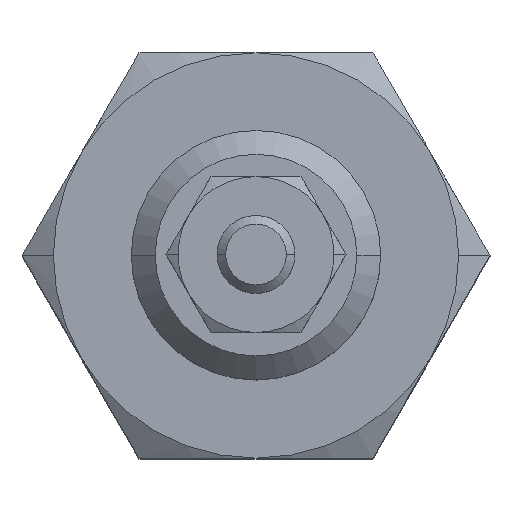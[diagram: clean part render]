
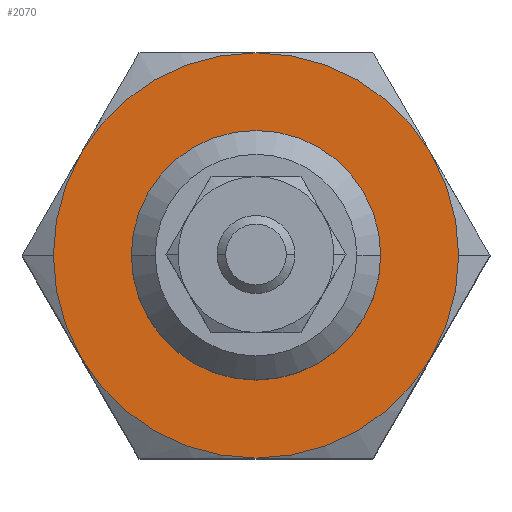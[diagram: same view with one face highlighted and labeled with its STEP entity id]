
A CAD part, top view. The second image highlights one B-rep face of the part: STEP entity #2070.
In plain terms, the highlighted planar face has unit normal (0, 0, 1).
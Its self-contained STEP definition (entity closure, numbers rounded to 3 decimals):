
#882=EDGE_CURVE('',#1672,#1812,#2317,.T.);
#940=VERTEX_POINT('',#2383);
#1200=EDGE_CURVE('',#1566,#1688,#2674,.T.);
#1226=EDGE_CURVE('',#1340,#940,#2701,.T.);
#1252=EDGE_CURVE('',#1624,#2022,#2734,.T.);
#1340=VERTEX_POINT('',#2831);
#1364=EDGE_CURVE('',#2022,#1624,#2856,.T.);
#1520=EDGE_CURVE('',#1748,#1566,#3034,.T.);
#1566=VERTEX_POINT('',#3086);
#1570=EDGE_CURVE('',#2050,#1340,#3090,.T.);
#1624=VERTEX_POINT('',#3150);
#1626=EDGE_CURVE('',#940,#1672,#3152,.T.);
#1668=EDGE_CURVE('',#1812,#1748,#3199,.T.);
#1672=VERTEX_POINT('',#3204);
#1688=VERTEX_POINT('',#3222);
#1748=VERTEX_POINT('',#3287);
#1812=VERTEX_POINT('',#3360);
#1898=EDGE_CURVE('',#1688,#2050,#3460,.T.);
#2022=VERTEX_POINT('',#3601);
#2050=VERTEX_POINT('',#3630);
#2070=ADVANCED_FACE('',(#3654,#3655),#3656,.T.);
#2317=CIRCLE('',#4027,6.5);
#2383=CARTESIAN_POINT('',(6.5,0.,32.0));
#2674=CIRCLE('',#4702,6.5);
#2701=CIRCLE('',#4770,6.5);
#2734=CIRCLE('',#4810,4.);
#2831=CARTESIAN_POINT('',(5.629,3.25,32.0));
#2856=CIRCLE('',#5042,4.);
#3034=CIRCLE('',#5430,6.5);
#3086=CARTESIAN_POINT('',(-6.5,0.,32.0));
#3090=CIRCLE('',#5519,6.5);
#3150=CARTESIAN_POINT('',(0.,4.,32.0));
#3152=CIRCLE('',#5647,6.5);
#3199=CIRCLE('',#5728,6.5);
#3204=CARTESIAN_POINT('',(5.629,-3.25,32.0));
#3222=CARTESIAN_POINT('',(-5.629,3.25,32.0));
#3287=CARTESIAN_POINT('',(-5.629,-3.25,32.0));
#3360=CARTESIAN_POINT('',(0.,-6.5,32.0));
#3460=CIRCLE('',#6150,6.5);
#3601=CARTESIAN_POINT('',(0.,-4.,32.0));
#3630=CARTESIAN_POINT('',(0.,6.5,32.0));
#3654=FACE_OUTER_BOUND('',#6453,.T.);
#3655=FACE_BOUND('',#6454,.T.);
#3656=PLANE('',#6455);
#4027=AXIS2_PLACEMENT_3D('',#6771,#6772,#6773);
#4702=AXIS2_PLACEMENT_3D('',#7175,#7176,#7177);
#4770=AXIS2_PLACEMENT_3D('',#7186,#7187,#7188);
#4810=AXIS2_PLACEMENT_3D('',#7250,#7251,#7252);
#5042=AXIS2_PLACEMENT_3D('',#7376,#7377,#7378);
#5430=AXIS2_PLACEMENT_3D('',#7588,#7589,#7590);
#5519=AXIS2_PLACEMENT_3D('',#7654,#7655,#7656);
#5647=AXIS2_PLACEMENT_3D('',#7724,#7725,#7726);
#5728=AXIS2_PLACEMENT_3D('',#7781,#7782,#7783);
#6150=AXIS2_PLACEMENT_3D('',#8117,#8118,#8119);
#6453=EDGE_LOOP('',(#8355,#8356,#8357,#8358,#8359,#8360,#8361,#8362));
#6454=EDGE_LOOP('',(#8363,#8364));
#6455=AXIS2_PLACEMENT_3D('',#8365,#8366,#8367);
#6771=CARTESIAN_POINT('',(0.,0.,32.0));
#6772=DIRECTION('',(-0.0,0.0,-1.0));
#6773=DIRECTION('',(-1.0,0.,0.0));
#7175=CARTESIAN_POINT('',(0.,0.,32.0));
#7176=DIRECTION('',(-0.0,0.0,-1.0));
#7177=DIRECTION('',(-1.0,0.,0.0));
#7186=CARTESIAN_POINT('',(0.,0.,32.0));
#7187=DIRECTION('',(-0.0,0.0,-1.0));
#7188=DIRECTION('',(-1.0,0.,0.0));
#7250=CARTESIAN_POINT('',(0.0,0.,32.0));
#7251=DIRECTION('',(0.0,0.0,-1.0));
#7252=DIRECTION('',(0.,-1.0,0.0));
#7376=CARTESIAN_POINT('',(0.0,0.,32.0));
#7377=DIRECTION('',(0.0,0.0,-1.0));
#7378=DIRECTION('',(0.,-1.0,0.0));
#7588=CARTESIAN_POINT('',(0.,0.,32.0));
#7589=DIRECTION('',(-0.0,0.0,-1.0));
#7590=DIRECTION('',(-1.0,0.,0.0));
#7654=CARTESIAN_POINT('',(0.,0.,32.0));
#7655=DIRECTION('',(-0.0,0.0,-1.0));
#7656=DIRECTION('',(-1.0,0.,0.0));
#7724=CARTESIAN_POINT('',(0.,0.,32.0));
#7725=DIRECTION('',(-0.0,0.0,-1.0));
#7726=DIRECTION('',(-1.0,0.,0.0));
#7781=CARTESIAN_POINT('',(0.,0.,32.0));
#7782=DIRECTION('',(-0.0,0.0,-1.0));
#7783=DIRECTION('',(-1.0,0.,0.0));
#8117=CARTESIAN_POINT('',(0.,0.,32.0));
#8118=DIRECTION('',(-0.0,0.0,-1.0));
#8119=DIRECTION('',(-1.0,0.,0.0));
#8355=ORIENTED_EDGE('',*,*,#1520,.F.);
#8356=ORIENTED_EDGE('',*,*,#1668,.F.);
#8357=ORIENTED_EDGE('',*,*,#882,.F.);
#8358=ORIENTED_EDGE('',*,*,#1626,.F.);
#8359=ORIENTED_EDGE('',*,*,#1226,.F.);
#8360=ORIENTED_EDGE('',*,*,#1570,.F.);
#8361=ORIENTED_EDGE('',*,*,#1898,.F.);
#8362=ORIENTED_EDGE('',*,*,#1200,.F.);
#8363=ORIENTED_EDGE('',*,*,#1364,.T.);
#8364=ORIENTED_EDGE('',*,*,#1252,.T.);
#8365=CARTESIAN_POINT('',(-4.866,0.,32.0));
#8366=DIRECTION('',(0.0,0.0,1.0));
#8367=DIRECTION('',(-1.0,0.,0.0));
